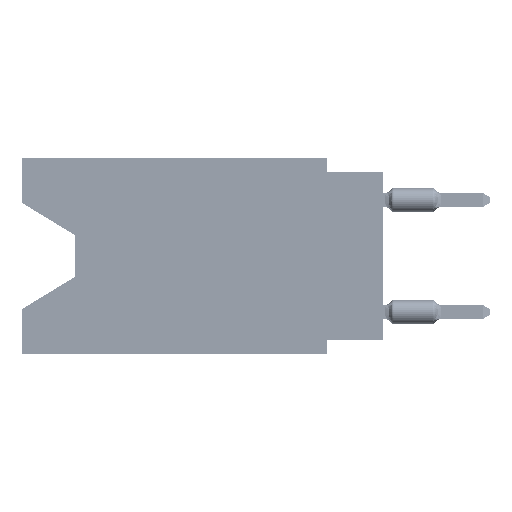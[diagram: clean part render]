
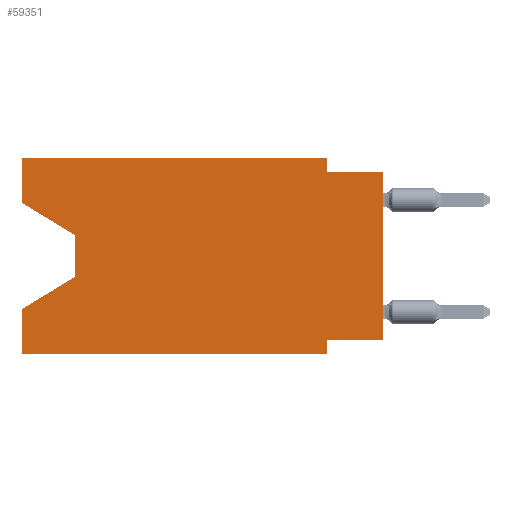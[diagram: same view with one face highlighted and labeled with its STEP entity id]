
A CAD part, left-side view. The second image highlights one B-rep face of the part: STEP entity #59351.
In plain terms, the highlighted planar face has unit normal (-1, 0, 0).
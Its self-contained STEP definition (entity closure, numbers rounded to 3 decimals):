
#662 = VECTOR ( 'NONE', #62407, 1000. ) ;
#1194 = VECTOR ( 'NONE', #11984, 1000. ) ;
#1769 = ORIENTED_EDGE ( 'NONE', *, *, #70317, .T. ) ;
#2435 = LINE ( 'NONE', #8125, #67925 ) ;
#2692 = VERTEX_POINT ( 'NONE', #34851 ) ;
#2966 = VECTOR ( 'NONE', #45636, 1000. ) ;
#3472 = CARTESIAN_POINT ( 'NONE',  ( 0., 16.383, -6.852 ) ) ;
#3699 = LINE ( 'NONE', #33672, #46154 ) ;
#4180 = VECTOR ( 'NONE', #58155, 1000. ) ;
#5678 = ORIENTED_EDGE ( 'NONE', *, *, #13033, .F. ) ;
#6163 = LINE ( 'NONE', #13444, #48247 ) ;
#6488 = DIRECTION ( 'NONE',  ( 0., 0., -1. ) ) ;
#7327 = DIRECTION ( 'NONE',  ( 0., -0.855, -0.519 ) ) ;
#8125 = CARTESIAN_POINT ( 'NONE',  ( 0., 13.97, -5.385 ) ) ;
#9383 = VERTEX_POINT ( 'NONE', #70349 ) ;
#10151 = ORIENTED_EDGE ( 'NONE', *, *, #53415, .T. ) ;
#10873 = VERTEX_POINT ( 'NONE', #54958 ) ;
#11179 = VERTEX_POINT ( 'NONE', #3472 ) ;
#11984 = DIRECTION ( 'NONE',  ( 0., -1., 0. ) ) ;
#12392 = LINE ( 'NONE', #61751, #34652 ) ;
#13033 = EDGE_CURVE ( 'NONE', #72328, #9383, #75207, .T. ) ;
#13444 = CARTESIAN_POINT ( 'NONE',  ( 0., 16.383, 0. ) ) ;
#14671 = VERTEX_POINT ( 'NONE', #73239 ) ;
#14760 = DIRECTION ( 'NONE',  ( 0., 1., 0. ) ) ;
#15509 = EDGE_CURVE ( 'NONE', #10873, #27861, #18711, .T. ) ;
#15913 = VERTEX_POINT ( 'NONE', #43694 ) ;
#17842 = VERTEX_POINT ( 'NONE', #39494 ) ;
#18711 = LINE ( 'NONE', #49862, #662 ) ;
#18739 = CARTESIAN_POINT ( 'NONE',  ( 0., 16.383, -8.89 ) ) ;
#20444 = FACE_OUTER_BOUND ( 'NONE', #60076, .T. ) ;
#20655 = DIRECTION ( 'NONE',  ( 0., 0.855, -0.519 ) ) ;
#25344 = DIRECTION ( 'NONE',  ( 1., 0., 0. ) ) ;
#26259 = VECTOR ( 'NONE', #56002, 1000. ) ;
#26515 = PLANE ( 'NONE',  #54351 ) ;
#26605 = EDGE_CURVE ( 'NONE', #59822, #2692, #6163, .T. ) ;
#27861 = VERTEX_POINT ( 'NONE', #67410 ) ;
#28126 = VECTOR ( 'NONE', #6488, 1000. ) ;
#32178 = ORIENTED_EDGE ( 'NONE', *, *, #65178, .T. ) ;
#32289 = EDGE_CURVE ( 'NONE', #15913, #10873, #12392, .T. ) ;
#33419 = ORIENTED_EDGE ( 'NONE', *, *, #32289, .F. ) ;
#33672 = CARTESIAN_POINT ( 'NONE',  ( 0., 13.97, -3.505 ) ) ;
#34652 = VECTOR ( 'NONE', #14760, 1000. ) ;
#34851 = CARTESIAN_POINT ( 'NONE',  ( 0., 2.54, 0. ) ) ;
#35158 = ORIENTED_EDGE ( 'NONE', *, *, #26605, .F. ) ;
#37017 = CARTESIAN_POINT ( 'NONE',  ( 0., 16.383, 0. ) ) ;
#38390 = CARTESIAN_POINT ( 'NONE',  ( 0., 0., -0.635 ) ) ;
#39494 = CARTESIAN_POINT ( 'NONE',  ( 0., 16.383, -2.038 ) ) ;
#40351 = LINE ( 'NONE', #52894, #4180 ) ;
#43694 = CARTESIAN_POINT ( 'NONE',  ( 0., 0., -8.255 ) ) ;
#45124 = DIRECTION ( 'NONE',  ( 0., 0., -1. ) ) ;
#45636 = DIRECTION ( 'NONE',  ( 0., -1., 0. ) ) ;
#46154 = VECTOR ( 'NONE', #77346, 1000. ) ;
#47424 = VERTEX_POINT ( 'NONE', #18739 ) ;
#48247 = VECTOR ( 'NONE', #74547, 1000. ) ;
#49117 = LINE ( 'NONE', #73804, #26259 ) ;
#49862 = CARTESIAN_POINT ( 'NONE',  ( 0., 2.54, -8.89 ) ) ;
#49993 = LINE ( 'NONE', #55283, #1194 ) ;
#50156 = ORIENTED_EDGE ( 'NONE', *, *, #64387, .F. ) ;
#52894 = CARTESIAN_POINT ( 'NONE',  ( 0., 16.383, 0. ) ) ;
#53415 = EDGE_CURVE ( 'NONE', #58126, #14671, #3699, .T. ) ;
#53720 = DIRECTION ( 'NONE',  ( 0., 0., 1. ) ) ;
#53753 = EDGE_CURVE ( 'NONE', #2692, #72328, #61943, .T. ) ;
#54351 = AXIS2_PLACEMENT_3D ( 'NONE', #62965, #25344, #45124 ) ;
#54958 = CARTESIAN_POINT ( 'NONE',  ( 0., 2.54, -8.255 ) ) ;
#55283 = CARTESIAN_POINT ( 'NONE',  ( 0., 16.383, -8.89 ) ) ;
#56002 = DIRECTION ( 'NONE',  ( 0., 0., 1. ) ) ;
#56301 = EDGE_CURVE ( 'NONE', #47424, #27861, #49993, .T. ) ;
#56360 = VECTOR ( 'NONE', #7327, 1000. ) ;
#58126 = VERTEX_POINT ( 'NONE', #69024 ) ;
#58155 = DIRECTION ( 'NONE',  ( 0., 0., 1. ) ) ;
#58481 = ORIENTED_EDGE ( 'NONE', *, *, #76891, .T. ) ;
#59179 = CARTESIAN_POINT ( 'NONE',  ( 0., 16.383, 0. ) ) ;
#59351 = ADVANCED_FACE ( 'NONE', ( #20444 ), #26515, .F. ) ;
#59822 = VERTEX_POINT ( 'NONE', #59179 ) ;
#60076 = EDGE_LOOP ( 'NONE', ( #1769, #10151, #58481, #50156, #74187, #74017, #33419, #32178, #5678, #60607, #35158, #62117 ) ) ;
#60607 = ORIENTED_EDGE ( 'NONE', *, *, #53753, .F. ) ;
#61751 = CARTESIAN_POINT ( 'NONE',  ( 0., 0., -8.255 ) ) ;
#61943 = LINE ( 'NONE', #68023, #28126 ) ;
#62117 = ORIENTED_EDGE ( 'NONE', *, *, #67577, .F. ) ;
#62407 = DIRECTION ( 'NONE',  ( 0., 0., -1. ) ) ;
#62965 = CARTESIAN_POINT ( 'NONE',  ( 0., 16.383, 0. ) ) ;
#64387 = EDGE_CURVE ( 'NONE', #47424, #11179, #40351, .T. ) ;
#65178 = EDGE_CURVE ( 'NONE', #15913, #9383, #49117, .T. ) ;
#66399 = VECTOR ( 'NONE', #53720, 1000. ) ;
#67410 = CARTESIAN_POINT ( 'NONE',  ( 0., 2.54, -8.89 ) ) ;
#67577 = EDGE_CURVE ( 'NONE', #17842, #59822, #78378, .T. ) ;
#67672 = CARTESIAN_POINT ( 'NONE',  ( 0., 16.383, -2.038 ) ) ;
#67925 = VECTOR ( 'NONE', #20655, 1000. ) ;
#68023 = CARTESIAN_POINT ( 'NONE',  ( 0., 2.54, 0. ) ) ;
#68459 = LINE ( 'NONE', #67672, #56360 ) ;
#69024 = CARTESIAN_POINT ( 'NONE',  ( 0., 13.97, -3.505 ) ) ;
#70317 = EDGE_CURVE ( 'NONE', #17842, #58126, #68459, .T. ) ;
#70349 = CARTESIAN_POINT ( 'NONE',  ( 0., 0., -0.635 ) ) ;
#72328 = VERTEX_POINT ( 'NONE', #73694 ) ;
#73239 = CARTESIAN_POINT ( 'NONE',  ( 0., 13.97, -5.385 ) ) ;
#73694 = CARTESIAN_POINT ( 'NONE',  ( 0., 2.54, -0.635 ) ) ;
#73804 = CARTESIAN_POINT ( 'NONE',  ( 0., 0., 0. ) ) ;
#74017 = ORIENTED_EDGE ( 'NONE', *, *, #15509, .F. ) ;
#74187 = ORIENTED_EDGE ( 'NONE', *, *, #56301, .T. ) ;
#74547 = DIRECTION ( 'NONE',  ( 0., -1., 0. ) ) ;
#75207 = LINE ( 'NONE', #38390, #2966 ) ;
#76891 = EDGE_CURVE ( 'NONE', #14671, #11179, #2435, .T. ) ;
#77346 = DIRECTION ( 'NONE',  ( 0., 0., -1. ) ) ;
#78378 = LINE ( 'NONE', #37017, #66399 ) ;
